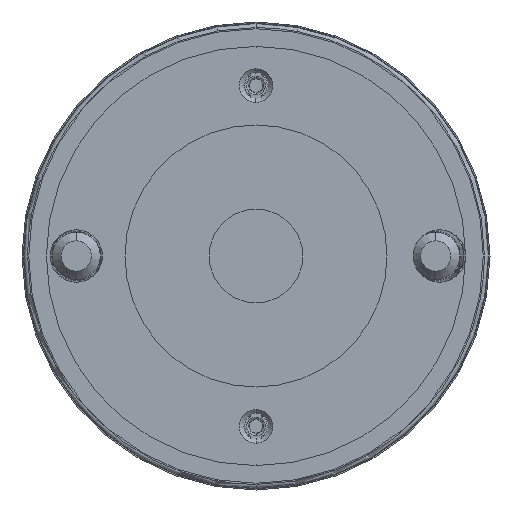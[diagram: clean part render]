
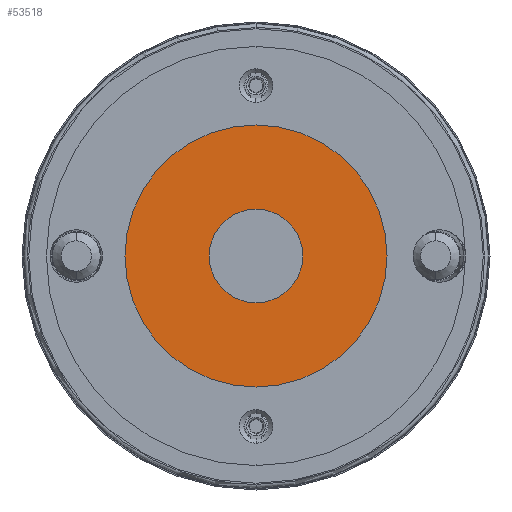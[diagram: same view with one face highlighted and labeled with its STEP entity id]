
A CAD part, front view. The second image highlights one B-rep face of the part: STEP entity #53518.
In plain terms, the highlighted planar face has unit normal (0, -1, 0).
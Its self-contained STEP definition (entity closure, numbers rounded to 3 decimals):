
#1044 = DIRECTION ( 'NONE',  ( 0., -1., 0. ) ) ;
#4437 = ORIENTED_EDGE ( 'NONE', *, *, #52362, .T. ) ;
#6585 = CARTESIAN_POINT ( 'NONE',  ( 0., 0.5, -35. ) ) ;
#7638 = ORIENTED_EDGE ( 'NONE', *, *, #12880, .F. ) ;
#12418 = DIRECTION ( 'NONE',  ( 0., 0., 1. ) ) ;
#12880 = EDGE_CURVE ( 'NONE', #75086, #15152, #38276, .T. ) ;
#15152 = VERTEX_POINT ( 'NONE', #50634 ) ;
#18092 = CARTESIAN_POINT ( 'NONE',  ( 0., 0.5, 0. ) ) ;
#18224 = CARTESIAN_POINT ( 'NONE',  ( 0., 0.5, 0. ) ) ;
#19560 = ORIENTED_EDGE ( 'NONE', *, *, #37490, .T. ) ;
#20792 = VERTEX_POINT ( 'NONE', #71200 ) ;
#23117 = AXIS2_PLACEMENT_3D ( 'NONE', #62628, #27794, #68465 ) ;
#23909 = DIRECTION ( 'NONE',  ( 0., 0., -1. ) ) ;
#24048 = DIRECTION ( 'NONE',  ( 0., 0., -1. ) ) ;
#24596 = CARTESIAN_POINT ( 'NONE',  ( 0., 0.5, 35. ) ) ;
#27254 = AXIS2_PLACEMENT_3D ( 'NONE', #35862, #1044, #41707 ) ;
#27794 = DIRECTION ( 'NONE',  ( 0., -1., 0. ) ) ;
#28103 = AXIS2_PLACEMENT_3D ( 'NONE', #18224, #58883, #24048 ) ;
#28642 = PLANE ( 'NONE',  #53666 ) ;
#29824 = AXIS2_PLACEMENT_3D ( 'NONE', #18092, #58751, #23909 ) ;
#32807 = EDGE_LOOP ( 'NONE', ( #7638, #34537 ) ) ;
#34537 = ORIENTED_EDGE ( 'NONE', *, *, #62675, .F. ) ;
#35017 = FACE_BOUND ( 'NONE', #32807, .T. ) ;
#35862 = CARTESIAN_POINT ( 'NONE',  ( 0., 0.5, 0. ) ) ;
#37490 = EDGE_CURVE ( 'NONE', #20792, #72207, #64826, .T. ) ;
#38276 = CIRCLE ( 'NONE', #29824, 12.5 ) ;
#40287 = CIRCLE ( 'NONE', #23117, 12.5 ) ;
#41206 = CARTESIAN_POINT ( 'NONE',  ( 0., 0.5, -12.5 ) ) ;
#41707 = DIRECTION ( 'NONE',  ( 0., 0., -1. ) ) ;
#45765 = CIRCLE ( 'NONE', #27254, 35. ) ;
#47235 = DIRECTION ( 'NONE',  ( 0., 1., 0. ) ) ;
#50490 = FACE_OUTER_BOUND ( 'NONE', #65905, .T. ) ;
#50634 = CARTESIAN_POINT ( 'NONE',  ( 0., 0.5, 12.5 ) ) ;
#52362 = EDGE_CURVE ( 'NONE', #72207, #20792, #45765, .T. ) ;
#53518 = ADVANCED_FACE ( 'NONE', ( #35017, #50490 ), #28642, .F. ) ;
#53666 = AXIS2_PLACEMENT_3D ( 'NONE', #6585, #47235, #12418 ) ;
#58751 = DIRECTION ( 'NONE',  ( 0., -1., 0. ) ) ;
#58883 = DIRECTION ( 'NONE',  ( 0., -1., 0. ) ) ;
#62628 = CARTESIAN_POINT ( 'NONE',  ( 0., 0.5, 0. ) ) ;
#62675 = EDGE_CURVE ( 'NONE', #15152, #75086, #40287, .T. ) ;
#64826 = CIRCLE ( 'NONE', #28103, 35. ) ;
#65905 = EDGE_LOOP ( 'NONE', ( #19560, #4437 ) ) ;
#68465 = DIRECTION ( 'NONE',  ( 0., 0., -1. ) ) ;
#71200 = CARTESIAN_POINT ( 'NONE',  ( 0., 0.5, -35. ) ) ;
#72207 = VERTEX_POINT ( 'NONE', #24596 ) ;
#75086 = VERTEX_POINT ( 'NONE', #41206 ) ;
